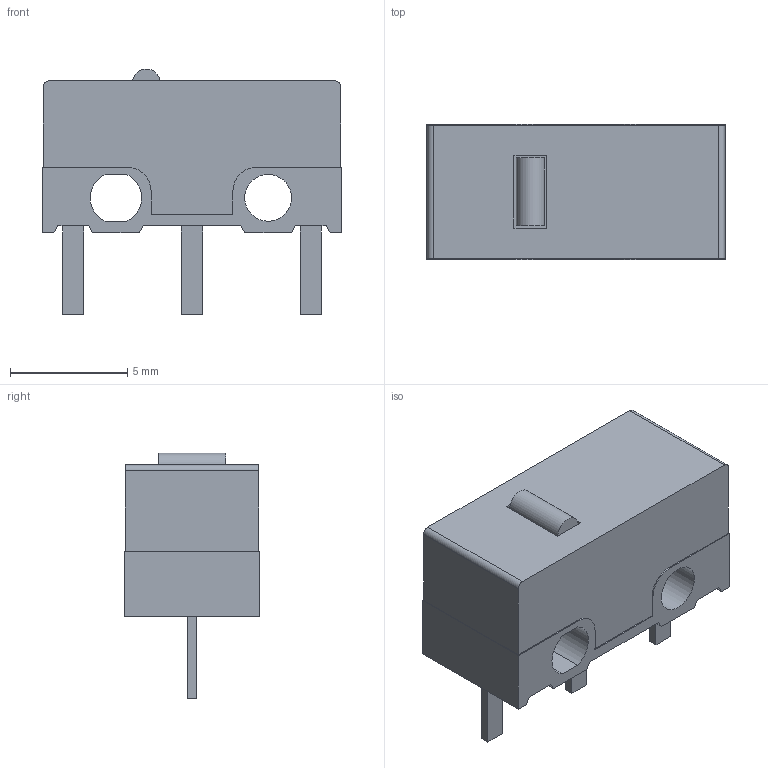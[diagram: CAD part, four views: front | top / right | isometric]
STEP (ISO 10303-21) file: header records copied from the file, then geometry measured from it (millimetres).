
FILE_DESCRIPTION(/* description */ (''),/* implementation_level */ '2;1');
FILE_NAME(/* name */ 'Omron_D2F-01.step',/* time_stamp */ '2023-08-15T16:30:24+02:00',/* author */ (''),/* organization */ (''),/* preprocessor_version */ 'ST-DEVELOPER v20',/* originating_system */ 'Autodesk Translation Framework v12.9.0.99',/* authorisation */ '');
FILE_SCHEMA (('AUTOMOTIVE_DESIGN { 1 0 10303 214 3 1 1 }'));
Length unit declared in the file: millimetre
Products named in the file (3): Omron D2F-01; Switch Body; Plunger (1)
Assembly tree (2 placements, depth 2):
  Omron D2F-01
    Switch Body
    Plunger (1)
Bounding box: 12.8 x 5.8 x 10.5 mm (x, y, z)
Volume: 426.6 mm3; surface area: 528.3 mm2
Topology: 5 solids, 5 shells, 70 faces, 177 edges, 118 vertices
Faces by surface type: plane 60, cylinder 10
Full cylindrical faces by diameter (mm): 2 x1
Entity records: 2245 total; most frequent: CARTESIAN_POINT 370, ORIENTED_EDGE 354, DIRECTION 347, EDGE_CURVE 177, LINE 157, VECTOR 157, VERTEX_POINT 118, AXIS2_PLACEMENT_3D 95
